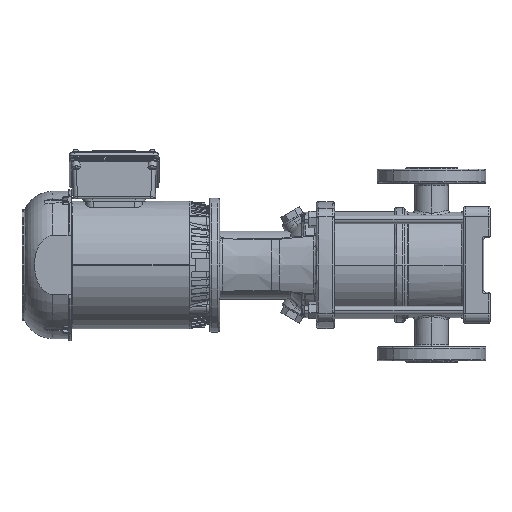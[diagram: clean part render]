
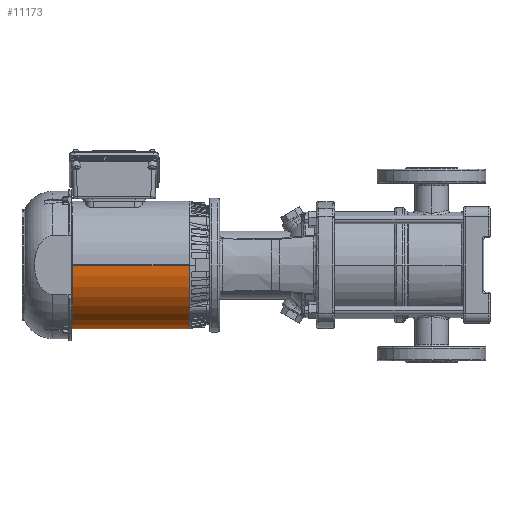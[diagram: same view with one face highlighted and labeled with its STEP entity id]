
A CAD part, left-side view. The second image highlights one B-rep face of the part: STEP entity #11173.
In plain terms, the highlighted cylindrical face has radius 81.875 mm (diameter 163.75 mm), a partial arc.
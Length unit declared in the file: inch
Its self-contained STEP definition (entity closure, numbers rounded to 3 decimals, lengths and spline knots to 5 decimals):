
#5739 = ORIENTED_EDGE ( 'NONE', *, *, #78431, .T. ) ;
#11173 = ADVANCED_FACE ( 'NONE', ( #75366 ), #33168, .T. ) ;
#12117 = LINE ( 'NONE', #72273, #62390 ) ;
#18128 = EDGE_CURVE ( 'NONE', #45652, #43751, #43129, .T. ) ;
#20553 = CIRCLE ( 'NONE', #27773, 3.22343 ) ;
#21681 = CIRCLE ( 'NONE', #54034, 3.22343 ) ;
#23568 = DIRECTION ( 'NONE',  ( 1., 0., 0. ) ) ;
#26803 = DIRECTION ( 'NONE',  ( 1., 0., 0. ) ) ;
#27773 = AXIS2_PLACEMENT_3D ( 'NONE', #67096, #49676, #41271 ) ;
#33168 = CYLINDRICAL_SURFACE ( 'NONE', #93880, 3.22343 ) ;
#34946 = VERTEX_POINT ( 'NONE', #50476 ) ;
#35687 = ORIENTED_EDGE ( 'NONE', *, *, #18128, .F. ) ;
#36974 = CARTESIAN_POINT ( 'NONE',  ( -3.46566, -3.18987, 0. ) ) ;
#41271 = DIRECTION ( 'NONE',  ( 0., 1., 0. ) ) ;
#43129 = LINE ( 'NONE', #103901, #65453 ) ;
#43751 = VERTEX_POINT ( 'NONE', #88330 ) ;
#45652 = VERTEX_POINT ( 'NONE', #36974 ) ;
#49676 = DIRECTION ( 'NONE',  ( -1., 0., 0. ) ) ;
#50476 = CARTESIAN_POINT ( 'NONE',  ( -3.46566, 0.03355, -3.22343 ) ) ;
#50591 = DIRECTION ( 'NONE',  ( 0., 0., 1. ) ) ;
#54034 = AXIS2_PLACEMENT_3D ( 'NONE', #93362, #23568, #85445 ) ;
#59043 = CARTESIAN_POINT ( 'NONE',  ( 23.27349, 0.03355, 0. ) ) ;
#60020 = ORIENTED_EDGE ( 'NONE', *, *, #66677, .F. ) ;
#60465 = VERTEX_POINT ( 'NONE', #77191 ) ;
#62390 = VECTOR ( 'NONE', #89766, 39.37008 ) ;
#65453 = VECTOR ( 'NONE', #26803, 39.37008 ) ;
#66677 = EDGE_CURVE ( 'NONE', #60465, #34946, #12117, .T. ) ;
#67096 = CARTESIAN_POINT ( 'NONE',  ( 2.43986, 0.03355, 0. ) ) ;
#72273 = CARTESIAN_POINT ( 'NONE',  ( 23.27349, 0.03355, -3.22343 ) ) ;
#75366 = FACE_OUTER_BOUND ( 'NONE', #81377, .T. ) ;
#77191 = CARTESIAN_POINT ( 'NONE',  ( 2.43986, 0.03355, -3.22343 ) ) ;
#78431 = EDGE_CURVE ( 'NONE', #45652, #34946, #21681, .T. ) ;
#81377 = EDGE_LOOP ( 'NONE', ( #60020, #92102, #35687, #5739 ) ) ;
#85445 = DIRECTION ( 'NONE',  ( 0., -1., 0. ) ) ;
#88330 = CARTESIAN_POINT ( 'NONE',  ( 2.43986, -3.18987, 0. ) ) ;
#89766 = DIRECTION ( 'NONE',  ( -1., 0., 0. ) ) ;
#92102 = ORIENTED_EDGE ( 'NONE', *, *, #96893, .T. ) ;
#93362 = CARTESIAN_POINT ( 'NONE',  ( -3.46566, 0.03355, 0. ) ) ;
#93880 = AXIS2_PLACEMENT_3D ( 'NONE', #59043, #109701, #50591 ) ;
#96893 = EDGE_CURVE ( 'NONE', #60465, #43751, #20553, .T. ) ;
#103901 = CARTESIAN_POINT ( 'NONE',  ( 23.27349, -3.18987, 0. ) ) ;
#109701 = DIRECTION ( 'NONE',  ( -1., 0., 0. ) ) ;
